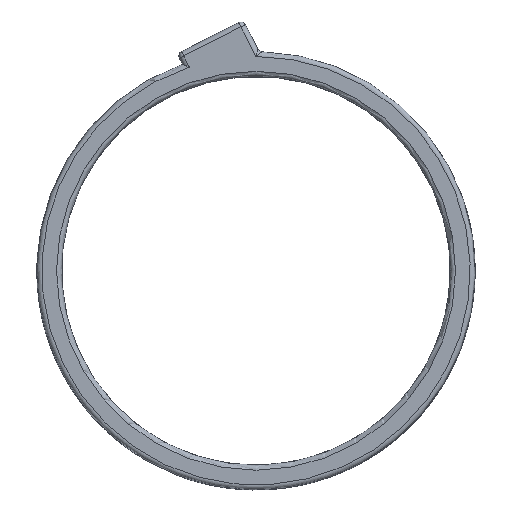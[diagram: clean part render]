
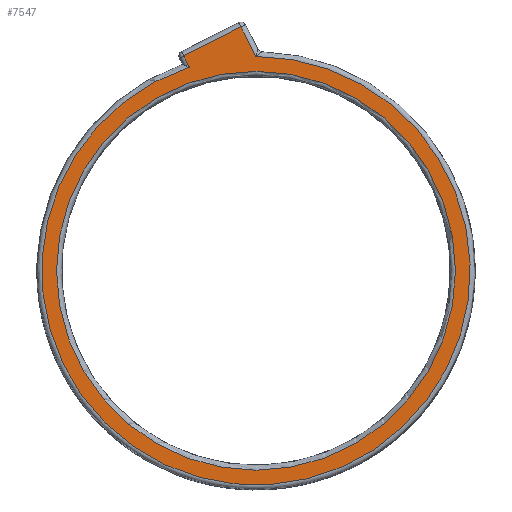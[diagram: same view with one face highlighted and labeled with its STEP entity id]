
A CAD part, top view. The second image highlights one B-rep face of the part: STEP entity #7547.
In plain terms, the highlighted planar face has unit normal (0, 0, 1).
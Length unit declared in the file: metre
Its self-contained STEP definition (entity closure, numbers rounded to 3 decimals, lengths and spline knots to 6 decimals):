
#874=CIRCLE('',#8144,0.0405);
#875=CIRCLE('',#8145,0.0435);
#1392=ORIENTED_EDGE('',*,*,#3742,.T.);
#1393=ORIENTED_EDGE('',*,*,#3743,.T.);
#1394=ORIENTED_EDGE('',*,*,#3744,.T.);
#1395=ORIENTED_EDGE('',*,*,#3745,.T.);
#1396=ORIENTED_EDGE('',*,*,#3746,.T.);
#3742=EDGE_CURVE('',#4917,#4917,#874,.F.);
#3743=EDGE_CURVE('',#4918,#4919,#5422,.T.);
#3744=EDGE_CURVE('',#4919,#4920,#5423,.T.);
#3745=EDGE_CURVE('',#4920,#4921,#5424,.F.);
#3746=EDGE_CURVE('',#4921,#4918,#875,.T.);
#4917=VERTEX_POINT('',#11434);
#4918=VERTEX_POINT('',#11436);
#4919=VERTEX_POINT('',#11437);
#4920=VERTEX_POINT('',#11439);
#4921=VERTEX_POINT('',#11441);
#5422=LINE('',#11435,#5947);
#5423=LINE('',#11438,#5948);
#5424=LINE('',#11440,#5949);
#5947=VECTOR('',#8904,1.);
#5948=VECTOR('',#8905,1.);
#5949=VECTOR('',#8906,1.);
#6436=EDGE_LOOP('',(#1392));
#6437=EDGE_LOOP('',(#1393,#1394,#1395,#1396));
#6921=FACE_BOUND('',#6436,.T.);
#6922=FACE_BOUND('',#6437,.T.);
#7363=PLANE('',#8143);
#7547=ADVANCED_FACE('',(#6921,#6922),#7363,.T.);
#8143=AXIS2_PLACEMENT_3D('',#11432,#8900,#8901);
#8144=AXIS2_PLACEMENT_3D('',#11433,#8902,#8903);
#8145=AXIS2_PLACEMENT_3D('',#11442,#8907,#8908);
#8900=DIRECTION('',(0.,0.,1.));
#8901=DIRECTION('',(1.,0.,0.));
#8902=DIRECTION('',(0.,0.,1.));
#8903=DIRECTION('',(1.,0.,0.));
#8904=DIRECTION('',(-0.454,0.891,0.));
#8905=DIRECTION('',(-0.891,-0.454,0.));
#8906=DIRECTION('',(-0.454,0.891,0.));
#8907=DIRECTION('',(0.,0.,1.));
#8908=DIRECTION('',(1.,0.,0.));
#11432=CARTESIAN_POINT('',(0.,0.,0.0075));
#11433=CARTESIAN_POINT('',(0.,0.,0.0075));
#11434=CARTESIAN_POINT('',(0.0405,0.,0.0075));
#11435=CARTESIAN_POINT('',(-0.003518,0.050405,0.0075));
#11436=CARTESIAN_POINT('',(0.,0.0435,0.0075));
#11437=CARTESIAN_POINT('',(-0.003064,0.049514,0.0075));
#11438=CARTESIAN_POINT('',(-0.015539,0.043158,0.0075));
#11439=CARTESIAN_POINT('',(-0.014648,0.043612,0.0075));
#11440=CARTESIAN_POINT('',(-0.01402,0.042381,0.0075));
#11441=CARTESIAN_POINT('',(-0.013496,0.041353,0.0075));
#11442=CARTESIAN_POINT('',(0.,0.,0.0075));
